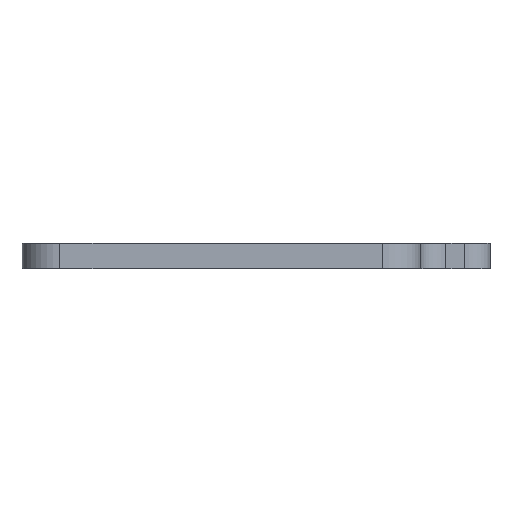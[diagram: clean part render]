
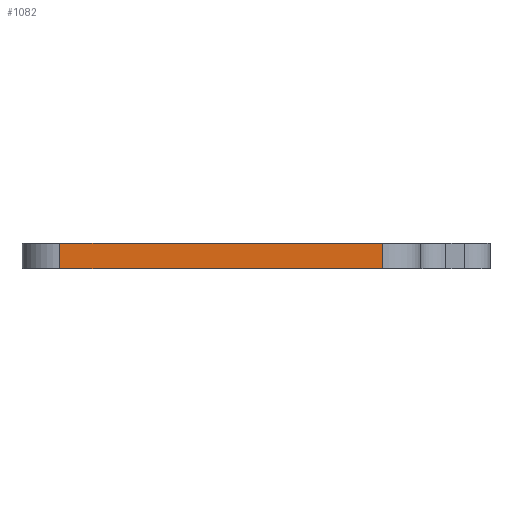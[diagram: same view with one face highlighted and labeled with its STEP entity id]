
A CAD part, left-side view. The second image highlights one B-rep face of the part: STEP entity #1082.
In plain terms, the highlighted planar face has unit normal (1, 0, 0).
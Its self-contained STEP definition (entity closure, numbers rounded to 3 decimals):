
#154=FACE_OUTER_BOUND('',#208,.T.);
#208=EDGE_LOOP('',(#862,#863,#864,#865));
#335=LINE('',#1596,#391);
#344=LINE('',#1923,#400);
#345=LINE('',#1927,#401);
#346=LINE('',#1928,#402);
#391=VECTOR('',#1282,10.);
#400=VECTOR('',#1303,10.);
#401=VECTOR('',#1308,10.);
#402=VECTOR('',#1309,10.);
#448=VERTEX_POINT('',#1584);
#449=VERTEX_POINT('',#1595);
#493=VERTEX_POINT('',#1921);
#494=VERTEX_POINT('',#1926);
#600=EDGE_CURVE('',#448,#449,#335,.T.);
#649=EDGE_CURVE('',#493,#448,#344,.T.);
#651=EDGE_CURVE('',#493,#494,#345,.T.);
#652=EDGE_CURVE('',#494,#449,#346,.T.);
#862=ORIENTED_EDGE('',*,*,#651,.T.);
#863=ORIENTED_EDGE('',*,*,#652,.T.);
#864=ORIENTED_EDGE('',*,*,#600,.F.);
#865=ORIENTED_EDGE('',*,*,#649,.F.);
#1072=PLANE('',#1163);
#1082=ADVANCED_FACE('',(#154),#1072,.F.);
#1163=AXIS2_PLACEMENT_3D('',#1925,#1306,#1307);
#1282=DIRECTION('',(0.,-1.,0.));
#1303=DIRECTION('',(0.,0.,-1.));
#1306=DIRECTION('center_axis',(-1.,0.,0.));
#1307=DIRECTION('ref_axis',(0.,0.,1.));
#1308=DIRECTION('',(0.,-1.,0.));
#1309=DIRECTION('',(0.,0.,-1.));
#1584=CARTESIAN_POINT('',(0.351,31.701,0.));
#1595=CARTESIAN_POINT('',(0.351,6.201,0.));
#1596=CARTESIAN_POINT('',(0.351,31.701,0.));
#1921=CARTESIAN_POINT('',(0.351,31.701,2.));
#1923=CARTESIAN_POINT('',(0.351,31.701,2.));
#1925=CARTESIAN_POINT('Origin',(0.351,18.951,0.));
#1926=CARTESIAN_POINT('',(0.351,6.201,2.));
#1927=CARTESIAN_POINT('',(0.351,31.701,2.));
#1928=CARTESIAN_POINT('',(0.351,6.201,2.));
